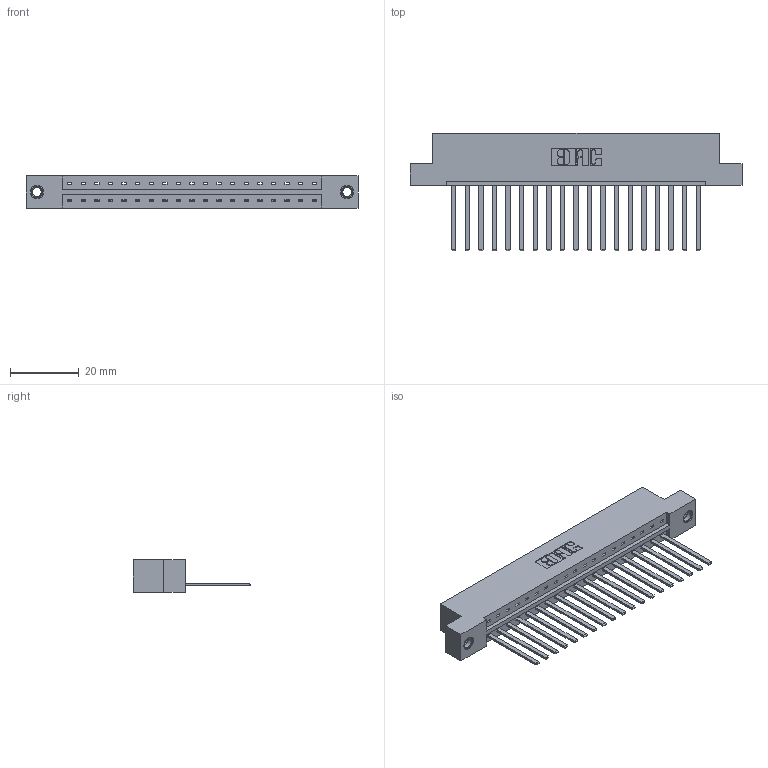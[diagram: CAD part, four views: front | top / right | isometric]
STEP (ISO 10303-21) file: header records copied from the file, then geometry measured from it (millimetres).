
FILE_DESCRIPTION (( 'STEP AP203' ), '1' );
FILE_NAME ('833-019-544-107.STEP', '2020-06-01T00:47:40', ( '' ), ( '' ), 'SwSTEP 2.0', 'SolidWorks 2020', '' );
FILE_SCHEMA (( 'CONFIG_CONTROL_DESIGN' ));
Length unit declared in the file: inch
Products named in the file (4): 345-250-001_345-250-005-103; 833 Part_Flush - .156 Dia - TI; 345-292-001_345-293-144; 833-019-544-107
Assembly tree (22 placements, depth 2):
  833-019-544-107
    833 Part_Flush - .156 Dia - TI
    345-292-001_345-293-144  x19
    345-250-001_345-250-005-103  x2
Bounding box: 96.82 x 34.3 x 9.4 mm (x, y, z)
Volume: 9752 mm3; surface area: 11154 mm2
Topology: 22 solids, 22 shells, 1162 faces, 3449 edges, 2266 vertices
Faces by surface type: plane 824, cylinder 322, cone 12, torus 4
Entity records: 15592 total; most frequent: CARTESIAN_POINT 2674, ORIENTED_EDGE 2622, DIRECTION 2331, EDGE_CURVE 1311, LINE 1167, VECTOR 1167, VERTEX_POINT 868, AXIS2_PLACEMENT_3D 582
